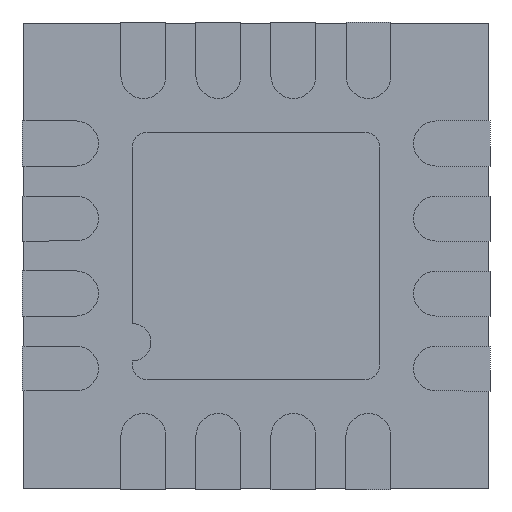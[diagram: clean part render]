
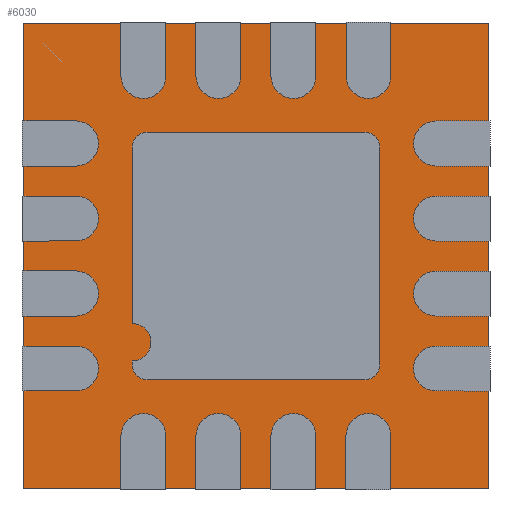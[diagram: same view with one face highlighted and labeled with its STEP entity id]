
A CAD part, front view. The second image highlights one B-rep face of the part: STEP entity #6030.
In plain terms, the highlighted planar face has unit normal (0, -1, 0).
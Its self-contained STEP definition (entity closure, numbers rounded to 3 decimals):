
#131 = LINE ( 'NONE', #3733, #4539 ) ;
#139 = CARTESIAN_POINT ( 'NONE',  ( 0., 0., 0. ) ) ;
#181 = VECTOR ( 'NONE', #2997, 1000. ) ;
#289 = ORIENTED_EDGE ( 'NONE', *, *, #2136, .F. ) ;
#498 = DIRECTION ( 'NONE',  ( 0., 0., 1. ) ) ;
#524 = VERTEX_POINT ( 'NONE', #6022 ) ;
#571 = VERTEX_POINT ( 'NONE', #1882 ) ;
#797 = EDGE_LOOP ( 'NONE', ( #1378, #1709, #5890, #289 ) ) ;
#883 = CARTESIAN_POINT ( 'NONE',  ( -1.55, 0., -1.55 ) ) ;
#913 = VERTEX_POINT ( 'NONE', #3100 ) ;
#921 = LINE ( 'NONE', #3474, #181 ) ;
#1003 = VECTOR ( 'NONE', #5412, 1000. ) ;
#1378 = ORIENTED_EDGE ( 'NONE', *, *, #3865, .F. ) ;
#1538 = CARTESIAN_POINT ( 'NONE',  ( -1.55, 0., 1.55 ) ) ;
#1709 = ORIENTED_EDGE ( 'NONE', *, *, #5408, .F. ) ;
#1882 = CARTESIAN_POINT ( 'NONE',  ( 1.55, 0., -1.55 ) ) ;
#1984 = EDGE_CURVE ( 'NONE', #5928, #524, #4529, .T. ) ;
#2136 = EDGE_CURVE ( 'NONE', #571, #5928, #3212, .T. ) ;
#2717 = VECTOR ( 'NONE', #498, 1000. ) ;
#2997 = DIRECTION ( 'NONE',  ( 0., 0., -1. ) ) ;
#3100 = CARTESIAN_POINT ( 'NONE',  ( 1.55, 0., 1.55 ) ) ;
#3212 = LINE ( 'NONE', #3963, #1003 ) ;
#3448 = DIRECTION ( 'NONE',  ( 0., 0., -1. ) ) ;
#3474 = CARTESIAN_POINT ( 'NONE',  ( 1.55, 0., 1.55 ) ) ;
#3733 = CARTESIAN_POINT ( 'NONE',  ( -1.55, 0., 1.55 ) ) ;
#3848 = AXIS2_PLACEMENT_3D ( 'NONE', #139, #5285, #3448 ) ;
#3865 = EDGE_CURVE ( 'NONE', #913, #571, #921, .T. ) ;
#3963 = CARTESIAN_POINT ( 'NONE',  ( -1.55, 0., -1.55 ) ) ;
#4529 = LINE ( 'NONE', #1538, #2717 ) ;
#4539 = VECTOR ( 'NONE', #5410, 1000. ) ;
#5285 = DIRECTION ( 'NONE',  ( 0., -1., 0. ) ) ;
#5349 = FACE_OUTER_BOUND ( 'NONE', #797, .T. ) ;
#5408 = EDGE_CURVE ( 'NONE', #524, #913, #131, .T. ) ;
#5410 = DIRECTION ( 'NONE',  ( 1., 0., 0. ) ) ;
#5412 = DIRECTION ( 'NONE',  ( -1., 0., 0. ) ) ;
#5741 = PLANE ( 'NONE',  #3848 ) ;
#5890 = ORIENTED_EDGE ( 'NONE', *, *, #1984, .F. ) ;
#5928 = VERTEX_POINT ( 'NONE', #883 ) ;
#6022 = CARTESIAN_POINT ( 'NONE',  ( -1.55, 0., 1.55 ) ) ;
#6030 = ADVANCED_FACE ( 'NONE', ( #5349 ), #5741, .T. ) ;
